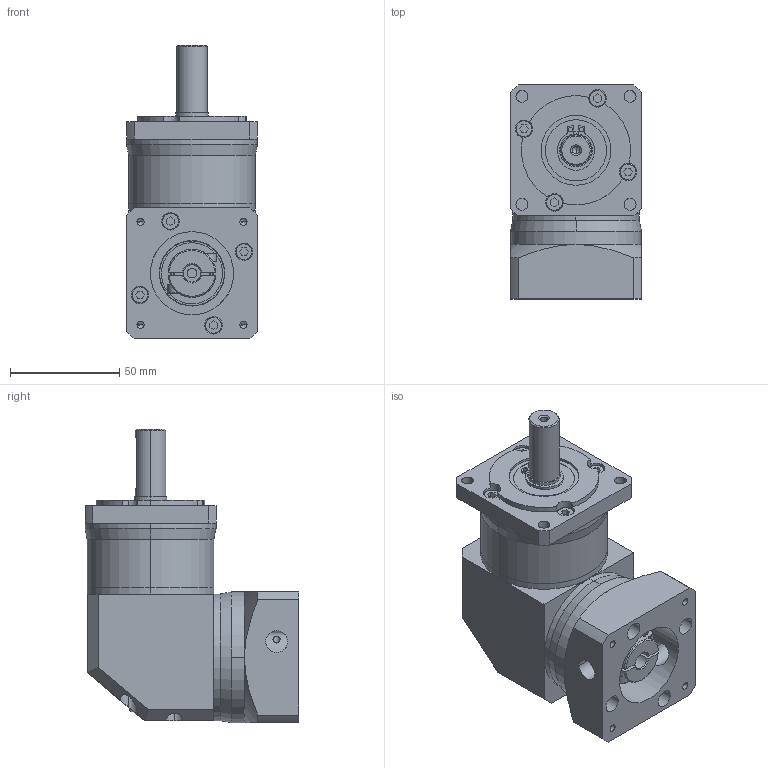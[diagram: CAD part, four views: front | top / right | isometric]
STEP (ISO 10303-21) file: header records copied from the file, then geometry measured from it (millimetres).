
FILE_DESCRIPTION (( 'STEP AP203' ), '1' );
FILE_NAME ('RYG23-G10-D8.STEP', '2023-04-25T02:31:30', ( '' ), ( '' ), 'SwSTEP 2.0', 'SolidWorks 2016', '' );
FILE_SCHEMA (( 'CONFIG_CONTROL_DESIGN' ));
Length unit declared in the file: millimetre
Products named in the file (11): RYG23Output flange; RYG23Input flange MB; M4hexagon socket head cap screw - ectype; RYG23-G10-D8; servo60 input axis -22; Head screw M12; 6903; 60Corner box; RYG23Input end MB; 15outside capllipers; 60gear ring1
Assembly tree (24 placements, depth 3):
  RYG23-G10-D8
    60gear ring1
    RYG23Output flange
    M4hexagon socket head cap screw - ectype  x8
    15outside capllipers
    60Corner box
    Head screw M12  x2
    RYG23Input end MB
      RYG23Input flange MB
      servo60 input axis -22
      6903
      M4hexagon socket head cap screw - ectype  x6
Bounding box: 60 x 98 x 134.5 mm (x, y, z)
Volume: 389995.8 mm3; surface area: 84548.6 mm2
Topology: 23 solids, 23 shells, 574 faces, 1347 edges, 855 vertices
Faces by surface type: plane 245, cylinder 234, cone 49, bspline 46
Entity records: 14650 total; most frequent: CARTESIAN_POINT 3722, DIRECTION 2106, ORIENTED_EDGE 1858, EDGE_CURVE 929, AXIS2_PLACEMENT_3D 859, VERTEX_POINT 599, EDGE_LOOP 484, CIRCLE 460
